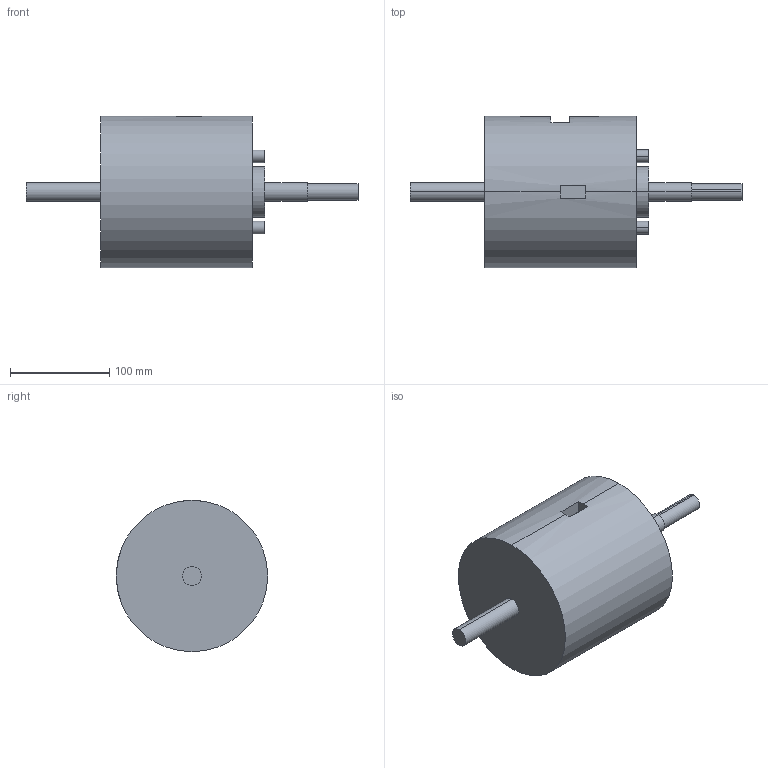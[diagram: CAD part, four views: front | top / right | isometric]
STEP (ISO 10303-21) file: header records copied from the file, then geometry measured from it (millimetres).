
FILE_DESCRIPTION(('produced by SPATIAL CORP'),'2;1');
FILE_NAME( 'af78-923.prt.hh.sat.stp', '2002-04-19T13:34:21+00:00',('SPATIAL CORP'),('SPATIAL CORP'), 'ACIS STEP Husk','http://www.spatial.com','SPATIAL CORP');
FILE_SCHEMA(('CONFIG_CONTROL_DESIGN'));
Length unit declared in the file: millimetre
Products named in the file (1): PRODUCT_ID_1
Bounding box: 334.26 x 152.4 x 152.4 mm (x, y, z)
Volume: 2785558.4 mm3; surface area: 134671.9 mm2
Topology: 1 solids, 1 shells, 58 faces, 129 edges, 86 vertices
Faces by surface type: plane 30, cylinder 28
Entity records: 1690 total; most frequent: DIRECTION 295, CARTESIAN_POINT 267, ORIENTED_EDGE 258, EDGE_CURVE 129, AXIS2_PLACEMENT_3D 114, VERTEX_POINT 86, EDGE_LOOP 71, FACE_BOUND 71
